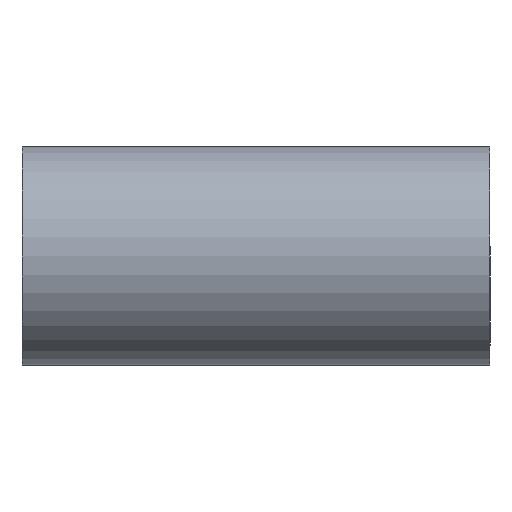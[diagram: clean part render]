
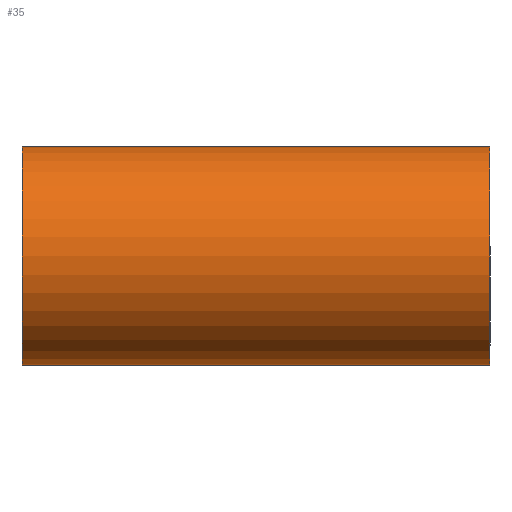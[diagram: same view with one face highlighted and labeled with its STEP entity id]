
A CAD part, front view. The second image highlights one B-rep face of the part: STEP entity #35.
In plain terms, the highlighted cylindrical face has radius 0.356 mm (diameter 0.711 mm), a partial arc.
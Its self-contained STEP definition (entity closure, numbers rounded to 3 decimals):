
#5 = ORIENTED_EDGE ( 'NONE', *, *, #16, .F. ) ;
#16 = EDGE_CURVE ( 'NONE', #54, #236, #58, .T. ) ;
#28 = CARTESIAN_POINT ( 'NONE',  ( -1.524, 0., -0.356 ) ) ;
#30 = VERTEX_POINT ( 'NONE', #66 ) ;
#34 = CARTESIAN_POINT ( 'NONE',  ( 0., 0., 0.356 ) ) ;
#35 = ADVANCED_FACE ( 'NONE', ( #40 ), #42, .T. ) ;
#40 = FACE_OUTER_BOUND ( 'NONE', #132, .T. ) ;
#42 = CYLINDRICAL_SURFACE ( 'NONE', #147, 0.356 ) ;
#44 = VECTOR ( 'NONE', #238, 1000. ) ;
#45 = CIRCLE ( 'NONE', #191, 0.356 ) ;
#54 = VERTEX_POINT ( 'NONE', #206 ) ;
#56 = ORIENTED_EDGE ( 'NONE', *, *, #128, .T. ) ;
#58 = LINE ( 'NONE', #141, #44 ) ;
#66 = CARTESIAN_POINT ( 'NONE',  ( -1.524, 0., -0.356 ) ) ;
#73 = CARTESIAN_POINT ( 'NONE',  ( 0., 0., -0.356 ) ) ;
#82 = EDGE_CURVE ( 'NONE', #54, #30, #167, .T. ) ;
#83 = DIRECTION ( 'NONE',  ( 0., 0., -1. ) ) ;
#90 = ORIENTED_EDGE ( 'NONE', *, *, #82, .T. ) ;
#104 = DIRECTION ( 'NONE',  ( 1., 0., 0. ) ) ;
#109 = DIRECTION ( 'NONE',  ( 0., 0., -1. ) ) ;
#115 = CARTESIAN_POINT ( 'NONE',  ( -1.524, 0., 0. ) ) ;
#119 = ORIENTED_EDGE ( 'NONE', *, *, #175, .F. ) ;
#122 = VECTOR ( 'NONE', #185, 1000. ) ;
#128 = EDGE_CURVE ( 'NONE', #30, #197, #220, .T. ) ;
#132 = EDGE_LOOP ( 'NONE', ( #5, #90, #56, #119 ) ) ;
#141 = CARTESIAN_POINT ( 'NONE',  ( -1.524, 0., 0.356 ) ) ;
#145 = CARTESIAN_POINT ( 'NONE',  ( -1.524, 0., 0. ) ) ;
#147 = AXIS2_PLACEMENT_3D ( 'NONE', #115, #162, #215 ) ;
#162 = DIRECTION ( 'NONE',  ( 1., 0., 0. ) ) ;
#167 = CIRCLE ( 'NONE', #218, 0.356 ) ;
#168 = DIRECTION ( 'NONE',  ( 1., 0., 0. ) ) ;
#175 = EDGE_CURVE ( 'NONE', #236, #197, #45, .T. ) ;
#185 = DIRECTION ( 'NONE',  ( 1., 0., 0. ) ) ;
#191 = AXIS2_PLACEMENT_3D ( 'NONE', #243, #168, #109 ) ;
#197 = VERTEX_POINT ( 'NONE', #73 ) ;
#206 = CARTESIAN_POINT ( 'NONE',  ( -1.524, 0., 0.356 ) ) ;
#215 = DIRECTION ( 'NONE',  ( 0., 0., -1. ) ) ;
#218 = AXIS2_PLACEMENT_3D ( 'NONE', #145, #104, #83 ) ;
#220 = LINE ( 'NONE', #28, #122 ) ;
#236 = VERTEX_POINT ( 'NONE', #34 ) ;
#238 = DIRECTION ( 'NONE',  ( 1., 0., 0. ) ) ;
#243 = CARTESIAN_POINT ( 'NONE',  ( 0., 0., 0. ) ) ;
